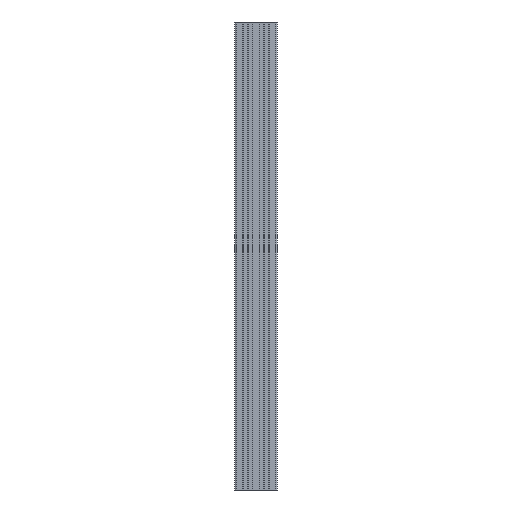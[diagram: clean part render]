
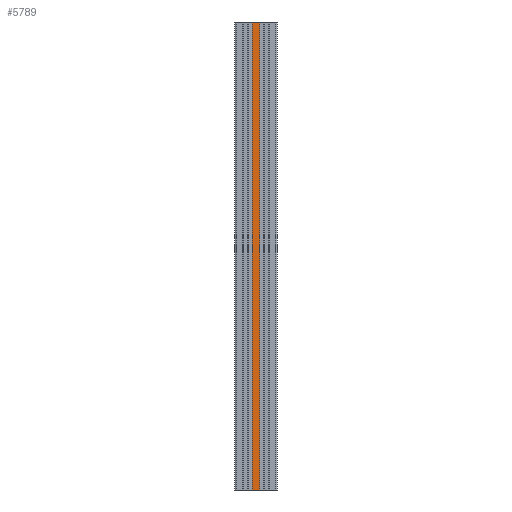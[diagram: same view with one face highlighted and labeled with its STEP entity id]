
A CAD part, left-side view. The second image highlights one B-rep face of the part: STEP entity #5789.
In plain terms, the highlighted planar face has unit normal (-1, 0, 0).
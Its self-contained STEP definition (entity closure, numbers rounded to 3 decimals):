
#438=FACE_OUTER_BOUND('',#731,.T.);
#731=EDGE_LOOP('',(#4834,#4835,#4836,#4837));
#1208=LINE('',#8840,#1933);
#1413=LINE('',#9261,#2138);
#1414=LINE('',#9264,#2139);
#1415=LINE('',#9265,#2140);
#1933=VECTOR('',#7195,10.);
#2138=VECTOR('',#7568,10.);
#2139=VECTOR('',#7571,10.);
#2140=VECTOR('',#7572,10.);
#2621=VERTEX_POINT('',#8837);
#2622=VERTEX_POINT('',#8839);
#2754=VERTEX_POINT('',#9259);
#2755=VERTEX_POINT('',#9263);
#3330=EDGE_CURVE('',#2621,#2622,#1208,.T.);
#3541=EDGE_CURVE('',#2621,#2754,#1413,.T.);
#3542=EDGE_CURVE('',#2755,#2754,#1414,.T.);
#3543=EDGE_CURVE('',#2622,#2755,#1415,.T.);
#4834=ORIENTED_EDGE('',*,*,#3541,.T.);
#4835=ORIENTED_EDGE('',*,*,#3542,.F.);
#4836=ORIENTED_EDGE('',*,*,#3543,.F.);
#4837=ORIENTED_EDGE('',*,*,#3330,.F.);
#5508=PLANE('',#6208);
#5789=ADVANCED_FACE('',(#438),#5508,.T.);
#6208=AXIS2_PLACEMENT_3D('',#9262,#7569,#7570);
#7195=DIRECTION('',(0.,1.,0.));
#7568=DIRECTION('',(0.,0.,1.));
#7569=DIRECTION('center_axis',(-1.,0.,0.));
#7570=DIRECTION('ref_axis',(0.,-1.,0.));
#7571=DIRECTION('',(0.,-1.,0.));
#7572=DIRECTION('',(0.,0.,1.));
#8837=CARTESIAN_POINT('',(-21.5,-30.,-500.));
#8839=CARTESIAN_POINT('',(-21.5,-15.,-500.));
#8840=CARTESIAN_POINT('',(-21.5,-15.,-500.));
#9259=CARTESIAN_POINT('',(-21.5,-30.,500.));
#9261=CARTESIAN_POINT('',(-21.5,-30.,0.));
#9262=CARTESIAN_POINT('Origin',(-21.5,-15.,0.));
#9263=CARTESIAN_POINT('',(-21.5,-15.,500.));
#9264=CARTESIAN_POINT('',(-21.5,-15.,500.));
#9265=CARTESIAN_POINT('',(-21.5,-15.,0.));
